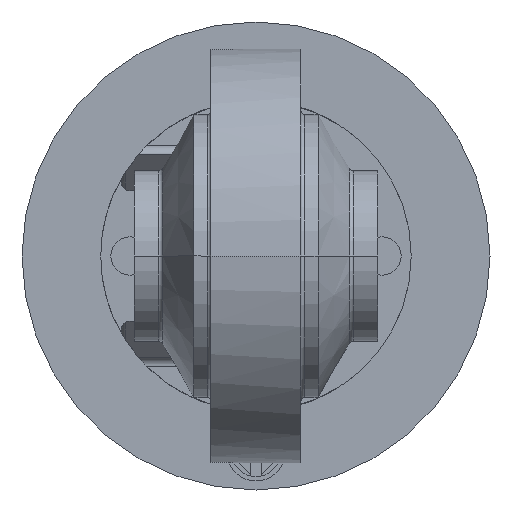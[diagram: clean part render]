
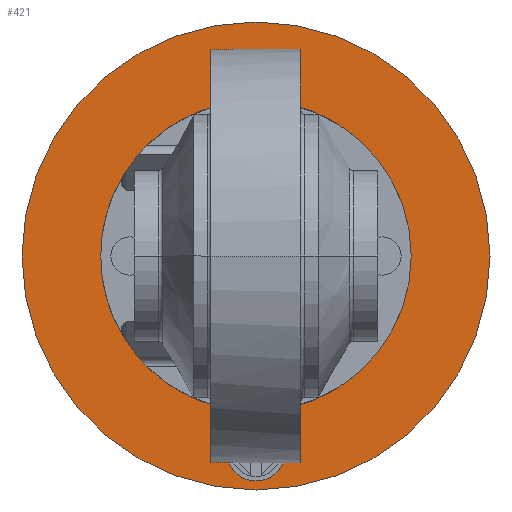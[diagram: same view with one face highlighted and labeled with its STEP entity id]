
A CAD part, front view. The second image highlights one B-rep face of the part: STEP entity #421.
In plain terms, the highlighted planar face has unit normal (0, -1, 0).
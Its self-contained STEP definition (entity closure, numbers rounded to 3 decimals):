
#146 = ORIENTED_EDGE ( 'NONE', *, *, #1488, .T. ) ;
#147 = ORIENTED_EDGE ( 'NONE', *, *, #390, .T. ) ;
#148 = ORIENTED_EDGE ( 'NONE', *, *, #2443, .T. ) ;
#149 = ORIENTED_EDGE ( 'NONE', *, *, #391, .T. ) ;
#150 = ORIENTED_EDGE ( 'NONE', *, *, #1462, .F. ) ;
#151 = ORIENTED_EDGE ( 'NONE', *, *, #392, .F. ) ;
#390 = EDGE_CURVE ( 'NONE', #1243, #1242, #6269, .T. ) ;
#391 = EDGE_CURVE ( 'NONE', #1286, #1285, #6276, .T. ) ;
#392 = EDGE_CURVE ( 'NONE', #1221, #1223, #6261, .T. ) ;
#421 = ADVANCED_FACE ( 'NONE', ( #2297, #2291, #2300 ), #2301, .T. ) ;
#1221 = VERTEX_POINT ( 'NONE', #4448 ) ;
#1223 = VERTEX_POINT ( 'NONE', #4450 ) ;
#1242 = VERTEX_POINT ( 'NONE', #4469 ) ;
#1243 = VERTEX_POINT ( 'NONE', #4470 ) ;
#1285 = VERTEX_POINT ( 'NONE', #4512 ) ;
#1286 = VERTEX_POINT ( 'NONE', #4513 ) ;
#1462 = EDGE_CURVE ( 'NONE', #1223, #1221, #4082, .T. ) ;
#1488 = EDGE_CURVE ( 'NONE', #1242, #1243, #4121, .T. ) ;
#1739 = EDGE_LOOP ( 'NONE', ( #146, #147 ) ) ;
#1746 = EDGE_LOOP ( 'NONE', ( #148, #149 ) ) ;
#1752 = EDGE_LOOP ( 'NONE', ( #150, #151 ) ) ;
#2160 = CARTESIAN_POINT ( 'NONE',  ( 0., 79., 0. ) ) ;
#2161 = DIRECTION ( 'NONE',  ( 0., -1., 0. ) ) ;
#2162 = DIRECTION ( 'NONE',  ( 0., 0., -1. ) ) ;
#2163 = CARTESIAN_POINT ( 'NONE',  ( 0., 79., 0. ) ) ;
#2164 = DIRECTION ( 'NONE',  ( 0., 1., 0. ) ) ;
#2165 = DIRECTION ( 'NONE',  ( 1., 0., 0. ) ) ;
#2166 = CARTESIAN_POINT ( 'NONE',  ( 0., 79., -43.5 ) ) ;
#2167 = DIRECTION ( 'NONE',  ( 0., -1., 0. ) ) ;
#2168 = DIRECTION ( 'NONE',  ( 0., 0., -1. ) ) ;
#2291 = FACE_BOUND ( 'NONE', #1746, .T. ) ;
#2293 = DIRECTION ( 'NONE',  ( 0., -1., 0. ) ) ;
#2297 = FACE_OUTER_BOUND ( 'NONE', #1739, .T. ) ;
#2298 = CARTESIAN_POINT ( 'NONE',  ( 0., 79., 0. ) ) ;
#2300 = FACE_BOUND ( 'NONE', #1752, .T. ) ;
#2301 = PLANE ( 'NONE',  #2629 ) ;
#2302 = DIRECTION ( 'NONE',  ( 0., 0., -1. ) ) ;
#2443 = EDGE_CURVE ( 'NONE', #1285, #1286, #5400, .T. ) ;
#2629 = AXIS2_PLACEMENT_3D ( 'NONE', #2298, #2293, #2302 ) ;
#4082 = CIRCLE ( 'NONE', #4084, 6.5 ) ;
#4084 = AXIS2_PLACEMENT_3D ( 'NONE', #4779, #4780, #4781 ) ;
#4121 = CIRCLE ( 'NONE', #4123, 52. ) ;
#4123 = AXIS2_PLACEMENT_3D ( 'NONE', #4863, #4864, #4865 ) ;
#4448 = CARTESIAN_POINT ( 'NONE',  ( -6.5, 79., -43.5 ) ) ;
#4450 = CARTESIAN_POINT ( 'NONE',  ( 6.5, 79., -43.5 ) ) ;
#4469 = CARTESIAN_POINT ( 'NONE',  ( 0., 79., -52. ) ) ;
#4470 = CARTESIAN_POINT ( 'NONE',  ( 0., 79., 52. ) ) ;
#4512 = CARTESIAN_POINT ( 'NONE',  ( 34.5, 79., 0. ) ) ;
#4513 = CARTESIAN_POINT ( 'NONE',  ( -34.5, 79., 0. ) ) ;
#4779 = CARTESIAN_POINT ( 'NONE',  ( 0., 79., -43.5 ) ) ;
#4780 = DIRECTION ( 'NONE',  ( 0., -1., 0. ) ) ;
#4781 = DIRECTION ( 'NONE',  ( 0., 0., -1. ) ) ;
#4863 = CARTESIAN_POINT ( 'NONE',  ( 0., 79., 0. ) ) ;
#4864 = DIRECTION ( 'NONE',  ( 0., -1., 0. ) ) ;
#4865 = DIRECTION ( 'NONE',  ( 0., 0., -1. ) ) ;
#5291 = CARTESIAN_POINT ( 'NONE',  ( 0., 79., 0. ) ) ;
#5292 = DIRECTION ( 'NONE',  ( 0., 1., 0. ) ) ;
#5293 = DIRECTION ( 'NONE',  ( 1., 0., 0. ) ) ;
#5400 = CIRCLE ( 'NONE', #5402, 34.5 ) ;
#5402 = AXIS2_PLACEMENT_3D ( 'NONE', #5291, #5292, #5293 ) ;
#6260 = AXIS2_PLACEMENT_3D ( 'NONE', #2166, #2167, #2168 ) ;
#6261 = CIRCLE ( 'NONE', #6260, 6.5 ) ;
#6263 = AXIS2_PLACEMENT_3D ( 'NONE', #2160, #2161, #2162 ) ;
#6265 = AXIS2_PLACEMENT_3D ( 'NONE', #2163, #2164, #2165 ) ;
#6269 = CIRCLE ( 'NONE', #6263, 52. ) ;
#6276 = CIRCLE ( 'NONE', #6265, 34.5 ) ;
